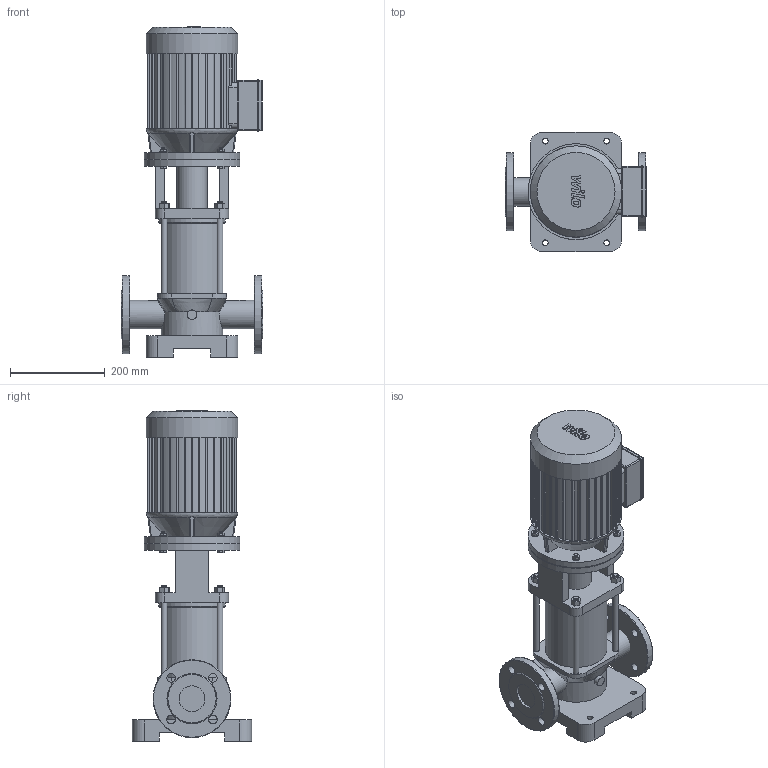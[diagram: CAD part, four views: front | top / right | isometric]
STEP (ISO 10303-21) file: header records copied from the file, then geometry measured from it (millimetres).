
FILE_DESCRIPTION(/* description */ (''),/* implementation_level */ '2;1');
FILE_NAME(/* name */ '3d_MVI1602-3_16_E_3-400-50-2-4035835.stp',/* time_stamp */ '2017-01-31T19:49:52+01:00',/* author */ ('Łukasz'),/* organization */ (''),/* preprocessor_version */ 'ST-DEVELOPER v16.1',/* originating_system */ 'AutoCAD Mechanical',/* authorisation */ '');
FILE_SCHEMA (('AUTOMOTIVE_DESIGN { 1 0 10303 214 3 1 1 }'));
Length unit declared in the file: millimetre
Products named in the file (1): Product
Bounding box: 300 x 252 x 699.2 mm (x, y, z)
Volume: 15774278.9 mm3; surface area: 955327.7 mm2
Topology: 16 solids, 16 shells, 562 faces, 1427 edges, 925 vertices
Faces by surface type: plane 313, cylinder 179, bspline 32, cone 17, torus 13, sphere 8
Full cylindrical faces by diameter (mm): 8 x4, 12 x12, 16 x4, 18 x8, 20 x1, 54.5 x2, 60.3 x2, 65 x1, 130 x2, 140 x1, 165 x2, 193 x1, 203 x2
Entity records: 17723 total; most frequent: CARTESIAN_POINT 4316, ORIENTED_EDGE 2714, DIRECTION 2699, EDGE_CURVE 1357, VERTEX_POINT 923, AXIS2_PLACEMENT_3D 916, LINE 867, VECTOR 867
